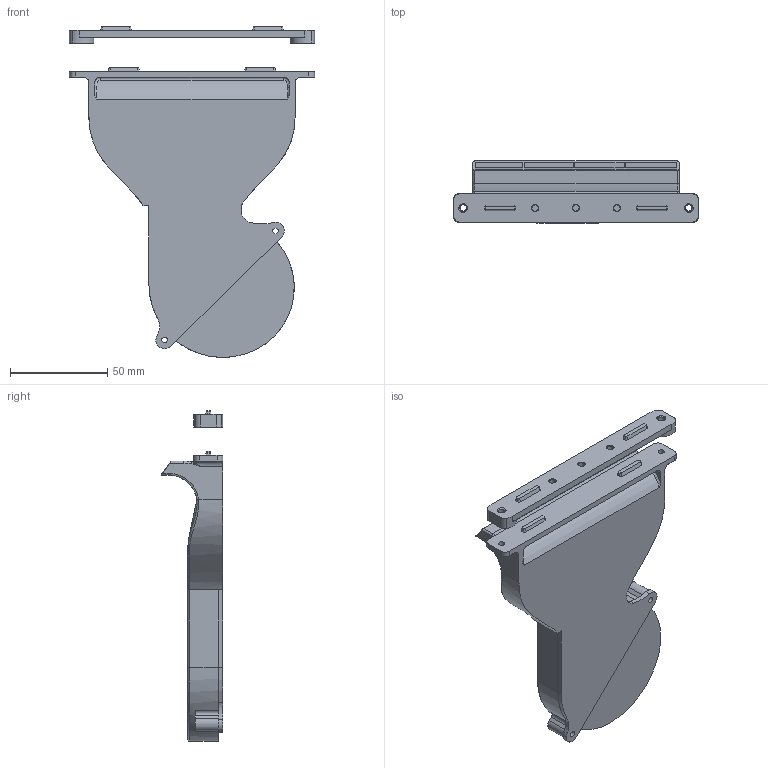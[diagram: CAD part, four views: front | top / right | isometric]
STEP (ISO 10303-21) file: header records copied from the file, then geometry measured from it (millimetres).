
FILE_DESCRIPTION(/* description */ (''),/* implementation_level */ '2;1');
FILE_NAME(/* name */ 'V0.1 7015风道.step',/* time_stamp */ '2022-05-01T18:26:58+08:00',/* author */ (''),/* organization */ (''),/* preprocessor_version */ 'ST-DEVELOPER v18.1',/* originating_system */ 'Autodesk Translation Framework v10.14.0.1471',/* authorisation */ '');
FILE_SCHEMA (('AUTOMOTIVE_DESIGN { 1 0 10303 214 3 1 1 }'));
Length unit declared in the file: millimetre
Products named in the file (2): (未保存); 7015mm FanDuct
Assembly tree (1 placements, depth 2):
  (未保存)
    7015mm FanDuct
Bounding box: 126.14 x 31.76 x 170.29 mm (x, y, z)
Volume: 117635.9 mm3; surface area: 70836.6 mm2
Topology: 3 solids, 3 shells, 241 faces, 639 edges, 410 vertices
Faces by surface type: plane 114, cylinder 65, bspline 27, cone 24, torus 11
Full cylindrical faces by diameter (mm): 3 x2, 3.2 x5, 3.5 x2, 4.3 x2, 33 x1, 51 x1
Entity records: 9962 total; most frequent: CARTESIAN_POINT 4003, ORIENTED_EDGE 1274, DIRECTION 1157, EDGE_CURVE 637, AXIS2_PLACEMENT_3D 411, VERTEX_POINT 410, LINE 335, VECTOR 335
